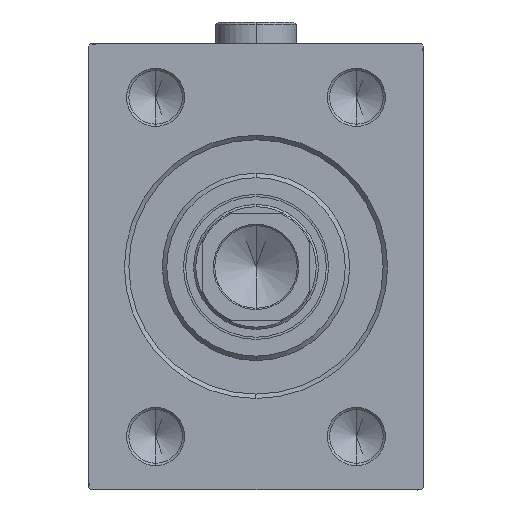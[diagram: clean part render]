
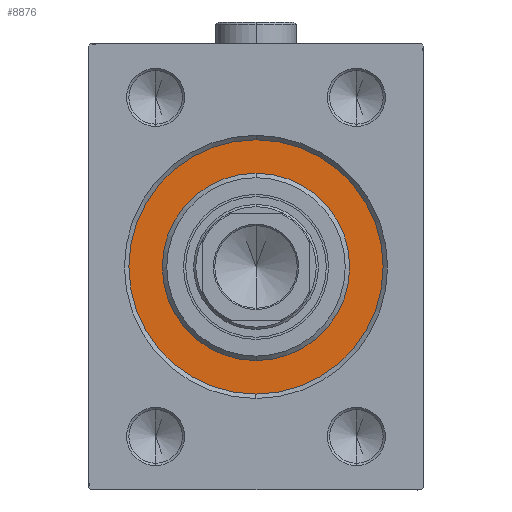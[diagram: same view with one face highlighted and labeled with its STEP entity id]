
A CAD part, left-side view. The second image highlights one B-rep face of the part: STEP entity #8876.
In plain terms, the highlighted face is planar.
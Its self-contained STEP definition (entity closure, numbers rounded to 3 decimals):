
#1075 = DIRECTION ( 'NONE',  ( 0., 0., 1. ) ) ;
#1160 = VERTEX_POINT ( 'NONE', #10915 ) ;
#2774 = PLANE ( 'NONE',  #37943 ) ;
#3286 = EDGE_LOOP ( 'NONE', ( #16838, #20454 ) ) ;
#4546 = CARTESIAN_POINT ( 'NONE',  ( 0., 0., 0. ) ) ;
#5561 = DIRECTION ( 'NONE',  ( 0., 0., 1. ) ) ;
#7193 = CARTESIAN_POINT ( 'NONE',  ( 0., 0., 28.5 ) ) ;
#8876 = ADVANCED_FACE ( 'NONE', ( #30272, #37198 ), #2774, .F. ) ;
#9611 = CIRCLE ( 'NONE', #19184, 28.5 ) ;
#9704 = AXIS2_PLACEMENT_3D ( 'NONE', #11526, #11969, #12194 ) ;
#10915 = CARTESIAN_POINT ( 'NONE',  ( 0., 0., -28.5 ) ) ;
#11526 = CARTESIAN_POINT ( 'NONE',  ( 0., 0., 0. ) ) ;
#11969 = DIRECTION ( 'NONE',  ( 1., 0., 0. ) ) ;
#12194 = DIRECTION ( 'NONE',  ( 0., 0., -1. ) ) ;
#12549 = DIRECTION ( 'NONE',  ( -1., 0., 0. ) ) ;
#14783 = VERTEX_POINT ( 'NONE', #20936 ) ;
#16838 = ORIENTED_EDGE ( 'NONE', *, *, #27322, .F. ) ;
#17648 = CIRCLE ( 'NONE', #22099, 28.5 ) ;
#18612 = DIRECTION ( 'NONE',  ( -1., 0., 0. ) ) ;
#19184 = AXIS2_PLACEMENT_3D ( 'NONE', #4546, #18612, #1075 ) ;
#20006 = CIRCLE ( 'NONE', #9704, 21. ) ;
#20454 = ORIENTED_EDGE ( 'NONE', *, *, #34319, .F. ) ;
#20936 = CARTESIAN_POINT ( 'NONE',  ( 0., 0., -21. ) ) ;
#21901 = AXIS2_PLACEMENT_3D ( 'NONE', #28105, #41524, #35275 ) ;
#22099 = AXIS2_PLACEMENT_3D ( 'NONE', #30569, #12549, #26635 ) ;
#22310 = EDGE_CURVE ( 'NONE', #32407, #14783, #37402, .T. ) ;
#26635 = DIRECTION ( 'NONE',  ( 0., 0., 1. ) ) ;
#26932 = CARTESIAN_POINT ( 'NONE',  ( 0., 0., 21. ) ) ;
#27322 = EDGE_CURVE ( 'NONE', #1160, #40990, #17648, .T. ) ;
#28105 = CARTESIAN_POINT ( 'NONE',  ( 0., 0., 0. ) ) ;
#30272 = FACE_BOUND ( 'NONE', #34454, .T. ) ;
#30569 = CARTESIAN_POINT ( 'NONE',  ( 0., 0., 0. ) ) ;
#30727 = DIRECTION ( 'NONE',  ( -1., 0., 0. ) ) ;
#32407 = VERTEX_POINT ( 'NONE', #26932 ) ;
#33028 = ORIENTED_EDGE ( 'NONE', *, *, #22310, .F. ) ;
#34319 = EDGE_CURVE ( 'NONE', #40990, #1160, #9611, .T. ) ;
#34454 = EDGE_LOOP ( 'NONE', ( #33028, #39458 ) ) ;
#35275 = DIRECTION ( 'NONE',  ( 0., 0., -1. ) ) ;
#37198 = FACE_OUTER_BOUND ( 'NONE', #3286, .T. ) ;
#37402 = CIRCLE ( 'NONE', #21901, 21. ) ;
#37728 = EDGE_CURVE ( 'NONE', #14783, #32407, #20006, .T. ) ;
#37943 = AXIS2_PLACEMENT_3D ( 'NONE', #41131, #30727, #5561 ) ;
#39458 = ORIENTED_EDGE ( 'NONE', *, *, #37728, .F. ) ;
#40990 = VERTEX_POINT ( 'NONE', #7193 ) ;
#41131 = CARTESIAN_POINT ( 'NONE',  ( 0., 0., 0. ) ) ;
#41524 = DIRECTION ( 'NONE',  ( 1., 0., 0. ) ) ;
